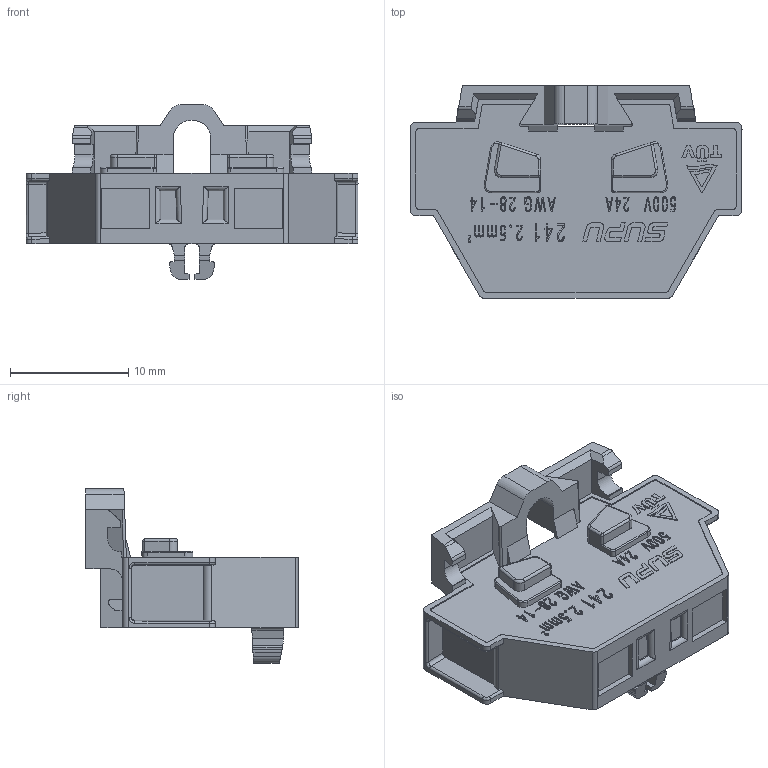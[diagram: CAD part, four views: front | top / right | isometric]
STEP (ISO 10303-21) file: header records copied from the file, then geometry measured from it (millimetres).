
FILE_DESCRIPTION(/* description */ (''),/* implementation_level */ '2;1');
FILE_NAME(/* name */ '24130X.stp',/* time_stamp */ '2023-04-25T15:11:31+08:00',/* author */ (''),/* organization */ (''),/* preprocessor_version */ 'ST-DEVELOPER v16.7',/* originating_system */ 'SIEMENS PLM Software NX 12.0',/* authorisation */ '');
FILE_SCHEMA (('AUTOMOTIVE_DESIGN { 1 0 10303 214 3 1 1 1 }'));
Length unit declared in the file: millimetre
Products named in the file (1): SP1310T1002_stp
Bounding box: 28.12 x 18 x 14.8 mm (x, y, z)
Volume: 2265.6 mm3; surface area: 1794.6 mm2
Topology: 1 solids, 1 shells, 839 faces, 2307 edges, 1519 vertices
Faces by surface type: plane 449, extrusion 254, cylinder 114, torus 10, bspline 8, sphere 4
Entity records: 29091 total; most frequent: CARTESIAN_POINT 8612, ORIENTED_EDGE 4614, DIRECTION 3379, EDGE_CURVE 2307, VECTOR 1805, LINE 1551, VERTEX_POINT 1519, EDGE_LOOP 890
